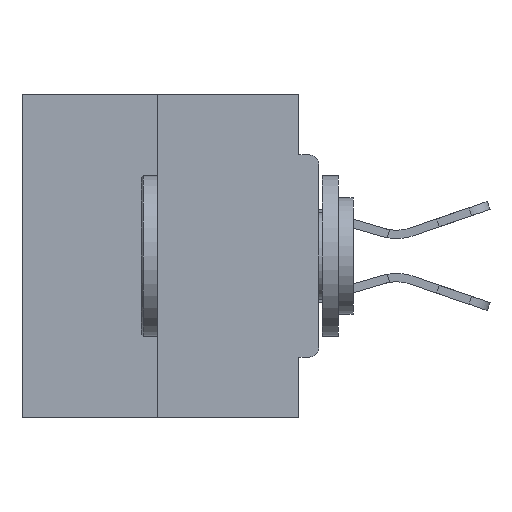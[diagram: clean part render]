
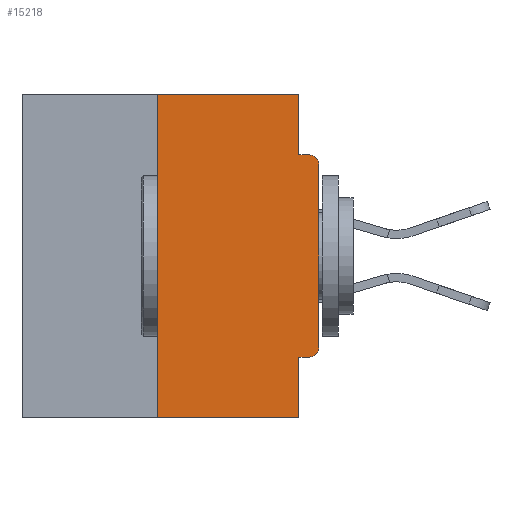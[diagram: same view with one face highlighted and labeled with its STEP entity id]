
A CAD part, left-side view. The second image highlights one B-rep face of the part: STEP entity #15218.
In plain terms, the highlighted planar face has unit normal (-1, 0, 0).
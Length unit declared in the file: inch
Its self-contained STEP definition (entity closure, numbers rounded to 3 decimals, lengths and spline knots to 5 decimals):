
#290 = ORIENTED_EDGE ( 'NONE', *, *, #7202, .F. ) ;
#1104 = CARTESIAN_POINT ( 'NONE',  ( 0., 0.015, -0.1085 ) ) ;
#1401 = EDGE_CURVE ( 'NONE', #28728, #20507, #4792, .T. ) ;
#1953 = ORIENTED_EDGE ( 'NONE', *, *, #36814, .F. ) ;
#2078 = EDGE_CURVE ( 'NONE', #15719, #16476, #13081, .T. ) ;
#2142 = ORIENTED_EDGE ( 'NONE', *, *, #34130, .T. ) ;
#2211 = DIRECTION ( 'NONE',  ( 0., 0., -1. ) ) ;
#2216 = LINE ( 'NONE', #24482, #18526 ) ;
#3432 = VERTEX_POINT ( 'NONE', #36760 ) ;
#3605 = ORIENTED_EDGE ( 'NONE', *, *, #11256, .T. ) ;
#3912 = CARTESIAN_POINT ( 'NONE',  ( 0., 0.015, -0.0935 ) ) ;
#4163 = VERTEX_POINT ( 'NONE', #20560 ) ;
#4198 = DIRECTION ( 'NONE',  ( 0., 0., 1. ) ) ;
#4454 = EDGE_CURVE ( 'NONE', #14781, #20507, #35062, .T. ) ;
#4584 = CARTESIAN_POINT ( 'NONE',  ( 0., 0.031, 0. ) ) ;
#4792 = CIRCLE ( 'NONE', #20263, 0.015 ) ;
#6024 = CARTESIAN_POINT ( 'NONE',  ( 0., 0.25, 0. ) ) ;
#6140 = ORIENTED_EDGE ( 'NONE', *, *, #1401, .T. ) ;
#6209 = CARTESIAN_POINT ( 'NONE',  ( 0., 0.46, 0. ) ) ;
#6473 = CARTESIAN_POINT ( 'NONE',  ( 0., 0.031, 0. ) ) ;
#6566 = ORIENTED_EDGE ( 'NONE', *, *, #28479, .F. ) ;
#6861 = CARTESIAN_POINT ( 'NONE',  ( 0., 0., -0.0935 ) ) ;
#7040 = LINE ( 'NONE', #22322, #21933 ) ;
#7202 = EDGE_CURVE ( 'NONE', #28739, #14781, #21857, .T. ) ;
#7427 = EDGE_CURVE ( 'NONE', #3432, #27058, #7852, .T. ) ;
#7729 = DIRECTION ( 'NONE',  ( 0., 0., 1. ) ) ;
#7852 = LINE ( 'NONE', #37055, #26048 ) ;
#8280 = AXIS2_PLACEMENT_3D ( 'NONE', #29427, #32428, #26508 ) ;
#9212 = CIRCLE ( 'NONE', #8280, 0.015 ) ;
#10422 = CARTESIAN_POINT ( 'NONE',  ( 0., 0.46, 0. ) ) ;
#11256 = EDGE_CURVE ( 'NONE', #24421, #4163, #9212, .T. ) ;
#12737 = DIRECTION ( 'NONE',  ( 0., 0., -1. ) ) ;
#12864 = LINE ( 'NONE', #10422, #35654 ) ;
#12955 = DIRECTION ( 'NONE',  ( 0., -1., 0. ) ) ;
#13081 = LINE ( 'NONE', #23339, #25674 ) ;
#13690 = LINE ( 'NONE', #33534, #30414 ) ;
#13822 = EDGE_CURVE ( 'NONE', #4163, #28728, #13690, .T. ) ;
#13972 = EDGE_LOOP ( 'NONE', ( #6566, #28101, #2142, #33304, #1953, #3605, #25906, #6140, #36237, #290 ) ) ;
#14781 = VERTEX_POINT ( 'NONE', #18058 ) ;
#15054 = DIRECTION ( 'NONE',  ( 1., 0., 0. ) ) ;
#15218 = ADVANCED_FACE ( 'NONE', ( #38210 ), #24036, .F. ) ;
#15719 = VERTEX_POINT ( 'NONE', #29298 ) ;
#16476 = VERTEX_POINT ( 'NONE', #29570 ) ;
#18058 = CARTESIAN_POINT ( 'NONE',  ( 0., 0.031, -0.0935 ) ) ;
#18526 = VECTOR ( 'NONE', #27209, 39.37008 ) ;
#20263 = AXIS2_PLACEMENT_3D ( 'NONE', #1104, #27688, #12737 ) ;
#20507 = VERTEX_POINT ( 'NONE', #3912 ) ;
#20560 = CARTESIAN_POINT ( 'NONE',  ( 0., 0., -0.3915 ) ) ;
#21857 = LINE ( 'NONE', #6473, #23249 ) ;
#21933 = VECTOR ( 'NONE', #28012, 39.37008 ) ;
#22138 = CARTESIAN_POINT ( 'NONE',  ( 0., 0., -0.1085 ) ) ;
#22322 = CARTESIAN_POINT ( 'NONE',  ( 0., 0., -0.4065 ) ) ;
#23009 = VECTOR ( 'NONE', #12955, 39.37008 ) ;
#23249 = VECTOR ( 'NONE', #27030, 39.37008 ) ;
#23339 = CARTESIAN_POINT ( 'NONE',  ( 0., 0.031, -0.5 ) ) ;
#24036 = PLANE ( 'NONE',  #35256 ) ;
#24421 = VERTEX_POINT ( 'NONE', #36380 ) ;
#24482 = CARTESIAN_POINT ( 'NONE',  ( 0., 0.46, -0.5 ) ) ;
#25674 = VECTOR ( 'NONE', #2211, 39.37008 ) ;
#25906 = ORIENTED_EDGE ( 'NONE', *, *, #13822, .T. ) ;
#26048 = VECTOR ( 'NONE', #7729, 39.37008 ) ;
#26508 = DIRECTION ( 'NONE',  ( 0., 0., -1. ) ) ;
#27030 = DIRECTION ( 'NONE',  ( 0., 0., -1. ) ) ;
#27058 = VERTEX_POINT ( 'NONE', #6024 ) ;
#27209 = DIRECTION ( 'NONE',  ( 0., -1., 0. ) ) ;
#27688 = DIRECTION ( 'NONE',  ( -1., 0., 0. ) ) ;
#28012 = DIRECTION ( 'NONE',  ( 0., 1., 0. ) ) ;
#28101 = ORIENTED_EDGE ( 'NONE', *, *, #7427, .F. ) ;
#28479 = EDGE_CURVE ( 'NONE', #27058, #28739, #12864, .T. ) ;
#28728 = VERTEX_POINT ( 'NONE', #22138 ) ;
#28739 = VERTEX_POINT ( 'NONE', #4584 ) ;
#29298 = CARTESIAN_POINT ( 'NONE',  ( 0., 0.031, -0.4065 ) ) ;
#29427 = CARTESIAN_POINT ( 'NONE',  ( 0., 0.015, -0.3915 ) ) ;
#29570 = CARTESIAN_POINT ( 'NONE',  ( 0., 0.031, -0.5 ) ) ;
#30414 = VECTOR ( 'NONE', #4198, 39.37008 ) ;
#32428 = DIRECTION ( 'NONE',  ( -1., 0., 0. ) ) ;
#33304 = ORIENTED_EDGE ( 'NONE', *, *, #2078, .F. ) ;
#33534 = CARTESIAN_POINT ( 'NONE',  ( 0., 0., 0. ) ) ;
#34130 = EDGE_CURVE ( 'NONE', #3432, #16476, #2216, .T. ) ;
#34738 = DIRECTION ( 'NONE',  ( 0., -1., 0. ) ) ;
#35062 = LINE ( 'NONE', #6861, #23009 ) ;
#35256 = AXIS2_PLACEMENT_3D ( 'NONE', #6209, #15054, #38513 ) ;
#35654 = VECTOR ( 'NONE', #34738, 39.37008 ) ;
#36237 = ORIENTED_EDGE ( 'NONE', *, *, #4454, .F. ) ;
#36380 = CARTESIAN_POINT ( 'NONE',  ( 0., 0.015, -0.4065 ) ) ;
#36760 = CARTESIAN_POINT ( 'NONE',  ( 0., 0.25, -0.5 ) ) ;
#36814 = EDGE_CURVE ( 'NONE', #24421, #15719, #7040, .T. ) ;
#37055 = CARTESIAN_POINT ( 'NONE',  ( 0., 0.25, 0. ) ) ;
#38210 = FACE_OUTER_BOUND ( 'NONE', #13972, .T. ) ;
#38513 = DIRECTION ( 'NONE',  ( 0., 0., -1. ) ) ;
